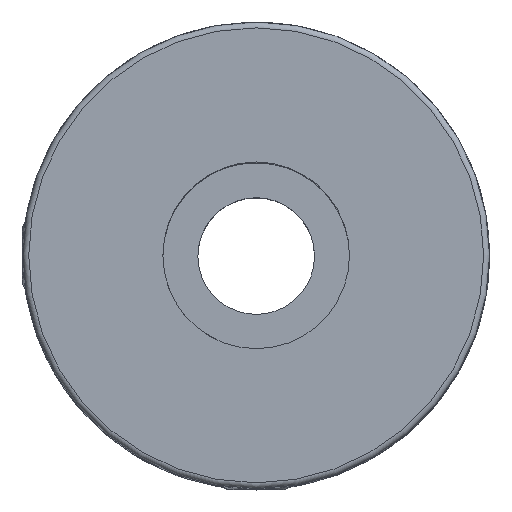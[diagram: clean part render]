
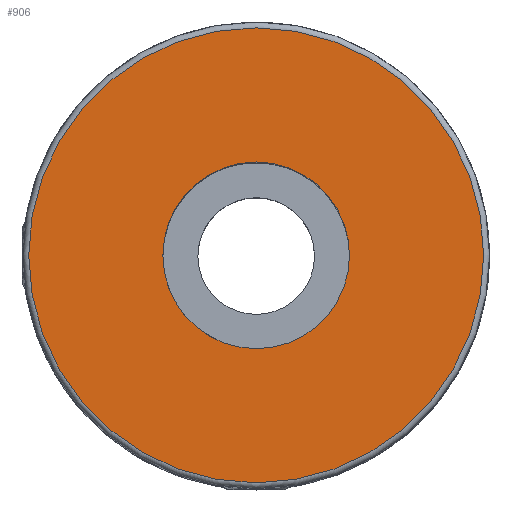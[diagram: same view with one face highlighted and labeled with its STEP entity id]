
A CAD part, top view. The second image highlights one B-rep face of the part: STEP entity #906.
In plain terms, the highlighted planar face has unit normal (0, 0, 1).
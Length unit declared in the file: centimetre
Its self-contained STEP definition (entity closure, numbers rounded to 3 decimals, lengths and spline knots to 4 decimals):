
#60=PLANE('',#988);
#81=FACE_BOUND('',#150,.T.);
#98=FACE_OUTER_BOUND('',#149,.T.);
#149=EDGE_LOOP('',(#696));
#150=EDGE_LOOP('',(#697));
#187=CIRCLE('',#967,0.4);
#196=CIRCLE('',#987,0.975);
#386=VERTEX_POINT('',#1260);
#437=VERTEX_POINT('',#2023);
#479=EDGE_CURVE('',#386,#386,#187,.T.);
#543=EDGE_CURVE('',#437,#437,#196,.T.);
#696=ORIENTED_EDGE('',*,*,#543,.F.);
#697=ORIENTED_EDGE('',*,*,#479,.F.);
#906=ADVANCED_FACE('',(#98,#81),#60,.T.);
#967=AXIS2_PLACEMENT_3D('',#1262,#1034,#1035);
#987=AXIS2_PLACEMENT_3D('',#2025,#1090,#1091);
#988=AXIS2_PLACEMENT_3D('',#2026,#1092,#1093);
#1034=DIRECTION('center_axis',(0.,0.,1.));
#1035=DIRECTION('ref_axis',(1.,0.,0.));
#1090=DIRECTION('center_axis',(0.,0.,-1.));
#1091=DIRECTION('ref_axis',(-1.,0.,0.));
#1092=DIRECTION('center_axis',(0.,0.,1.));
#1093=DIRECTION('ref_axis',(1.,0.,0.));
#1260=CARTESIAN_POINT('',(-0.4,0.,2.5));
#1262=CARTESIAN_POINT('Origin',(0.,0.,2.5));
#2023=CARTESIAN_POINT('',(0.975,0.,2.5));
#2025=CARTESIAN_POINT('Origin',(0.,0.,2.5));
#2026=CARTESIAN_POINT('Origin',(0.,0.,2.5));
